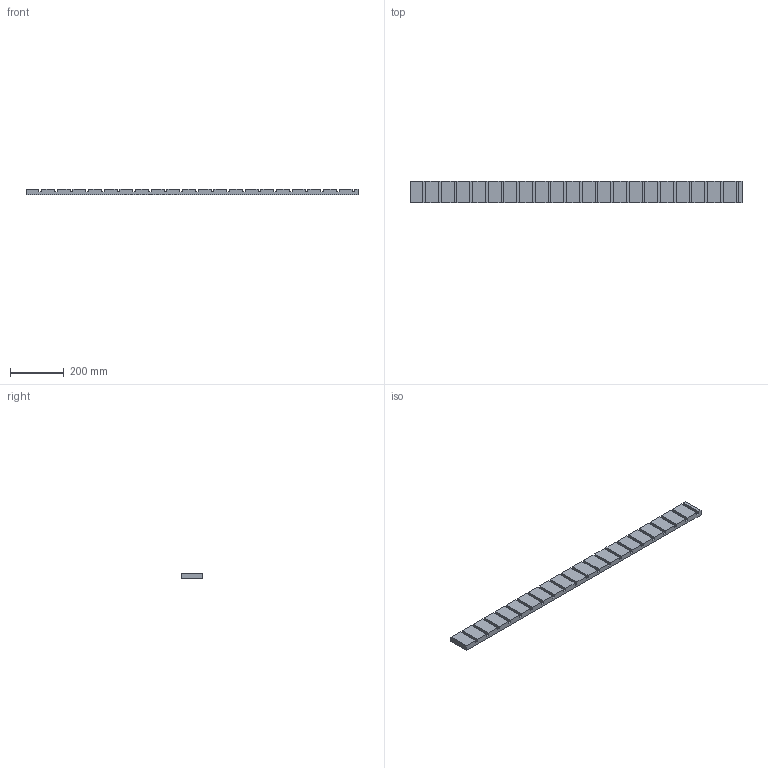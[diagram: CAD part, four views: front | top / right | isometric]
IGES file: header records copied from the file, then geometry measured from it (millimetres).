
Start section: SolidWorks IGES file using analytic representation for surfaces
Global section: file name: 02001.IGS; native system: SolidWorks 2011; preprocessor: SolidWorks 2011; author: martinb; date: 110119.090035; units: millimetre
Bounding box: 1230 x 80 x 21 mm (x, y, z)
Volume: 1898400 mm3; surface area: 281220 mm2
Topology: 1 solids, 1 shells, 90 faces, 264 edges, 176 vertices
Faces by surface type: plane 90
